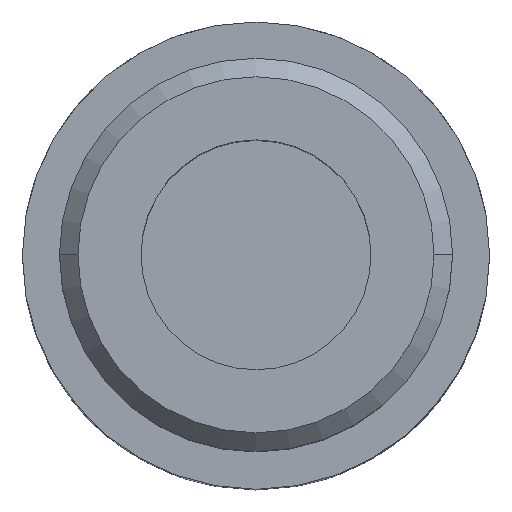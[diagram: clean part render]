
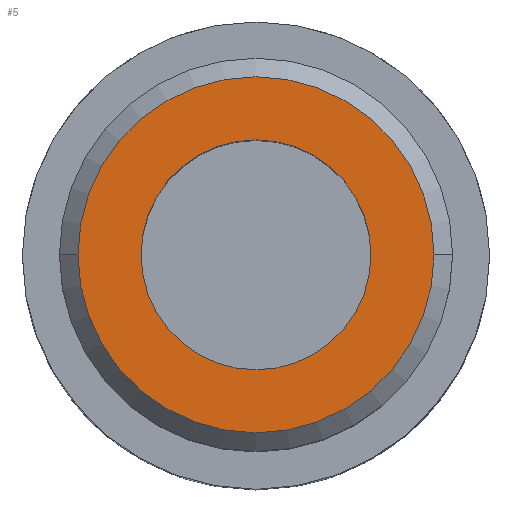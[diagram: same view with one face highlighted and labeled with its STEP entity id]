
A CAD part, top view. The second image highlights one B-rep face of the part: STEP entity #5.
In plain terms, the highlighted planar face has unit normal (0, 0, 1).
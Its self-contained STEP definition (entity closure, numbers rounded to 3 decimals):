
#5 = ADVANCED_FACE ( 'NONE', ( #2962, #579 ), #4963, .T. ) ;
#167 = DIRECTION ( 'NONE',  ( 1., 0., 0. ) ) ;
#233 = DIRECTION ( 'NONE',  ( 0., 0., 1. ) ) ;
#248 = CIRCLE ( 'NONE', #2490, 24. ) ;
#285 = CIRCLE ( 'NONE', #2117, 24. ) ;
#510 = CARTESIAN_POINT ( 'NONE',  ( 0., 0., 120. ) ) ;
#526 = CARTESIAN_POINT ( 'NONE',  ( -24., 0., 120. ) ) ;
#579 = FACE_OUTER_BOUND ( 'NONE', #3570, .T. ) ;
#672 = CIRCLE ( 'NONE', #3958, 15.5 ) ;
#686 = EDGE_LOOP ( 'NONE', ( #3226, #855 ) ) ;
#855 = ORIENTED_EDGE ( 'NONE', *, *, #4639, .F. ) ;
#912 = DIRECTION ( 'NONE',  ( -1., 0., 0. ) ) ;
#1083 = DIRECTION ( 'NONE',  ( 0., 0., 1. ) ) ;
#1323 = ORIENTED_EDGE ( 'NONE', *, *, #2424, .F. ) ;
#1378 = DIRECTION ( 'NONE',  ( 0., 0., -1. ) ) ;
#1464 = AXIS2_PLACEMENT_3D ( 'NONE', #1869, #1083, #2657 ) ;
#1612 = CARTESIAN_POINT ( 'NONE',  ( 0., 0., 120. ) ) ;
#1644 = EDGE_CURVE ( 'NONE', #2364, #2204, #248, .T. ) ;
#1651 = VERTEX_POINT ( 'NONE', #4838 ) ;
#1835 = EDGE_CURVE ( 'NONE', #1651, #4474, #2259, .T. ) ;
#1869 = CARTESIAN_POINT ( 'NONE',  ( 0., 24., 120. ) ) ;
#2117 = AXIS2_PLACEMENT_3D ( 'NONE', #510, #4772, #912 ) ;
#2204 = VERTEX_POINT ( 'NONE', #3208 ) ;
#2259 = CIRCLE ( 'NONE', #3087, 15.5 ) ;
#2364 = VERTEX_POINT ( 'NONE', #526 ) ;
#2424 = EDGE_CURVE ( 'NONE', #2204, #2364, #285, .T. ) ;
#2490 = AXIS2_PLACEMENT_3D ( 'NONE', #2572, #1378, #3689 ) ;
#2572 = CARTESIAN_POINT ( 'NONE',  ( 0., 0., 120. ) ) ;
#2628 = ORIENTED_EDGE ( 'NONE', *, *, #1644, .F. ) ;
#2657 = DIRECTION ( 'NONE',  ( 1., 0., 0. ) ) ;
#2696 = CARTESIAN_POINT ( 'NONE',  ( 15.5, 0., 120. ) ) ;
#2921 = CARTESIAN_POINT ( 'NONE',  ( 0., 0., 120. ) ) ;
#2962 = FACE_BOUND ( 'NONE', #686, .T. ) ;
#3087 = AXIS2_PLACEMENT_3D ( 'NONE', #2921, #233, #167 ) ;
#3208 = CARTESIAN_POINT ( 'NONE',  ( 24., 0., 120. ) ) ;
#3226 = ORIENTED_EDGE ( 'NONE', *, *, #1835, .F. ) ;
#3570 = EDGE_LOOP ( 'NONE', ( #2628, #1323 ) ) ;
#3689 = DIRECTION ( 'NONE',  ( -1., 0., 0. ) ) ;
#3958 = AXIS2_PLACEMENT_3D ( 'NONE', #1612, #4326, #4676 ) ;
#4326 = DIRECTION ( 'NONE',  ( 0., 0., 1. ) ) ;
#4474 = VERTEX_POINT ( 'NONE', #2696 ) ;
#4639 = EDGE_CURVE ( 'NONE', #4474, #1651, #672, .T. ) ;
#4676 = DIRECTION ( 'NONE',  ( 1., 0., 0. ) ) ;
#4772 = DIRECTION ( 'NONE',  ( 0., 0., -1. ) ) ;
#4838 = CARTESIAN_POINT ( 'NONE',  ( -15.5, 0., 120. ) ) ;
#4963 = PLANE ( 'NONE',  #1464 ) ;
